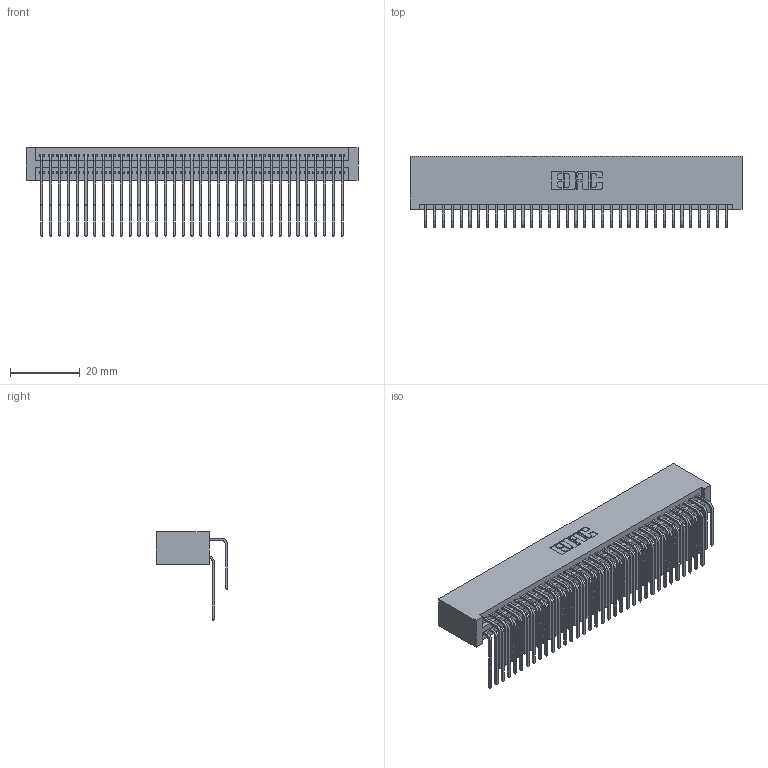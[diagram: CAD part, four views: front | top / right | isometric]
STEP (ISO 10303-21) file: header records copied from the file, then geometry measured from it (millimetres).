
FILE_DESCRIPTION (( 'STEP AP203' ), '1' );
FILE_NAME ('345-070-559-201.STEP', '2018-10-01T10:33:05', ( '' ), ( '' ), 'SwSTEP 2.0', 'SolidWorks 2016', '' );
FILE_SCHEMA (( 'CONFIG_CONTROL_DESIGN' ));
Length unit declared in the file: inch
Products named in the file (4): 345 Part_No Mounting Lugs; 345-070-559-201; 345-292-001_558 559 Tail - 1; 345-292-001_559 Tail - 2
Assembly tree (71 placements, depth 2):
  345-070-559-201
    345 Part_No Mounting Lugs
    345-292-001_558 559 Tail - 1  x35
    345-292-001_559 Tail - 2  x35
Bounding box: 95.5 x 20.56 x 25.53 mm (x, y, z)
Volume: 10232.1 mm3; surface area: 17191.3 mm2
Topology: 71 solids, 71 shells, 3758 faces, 11167 edges, 7350 vertices
Faces by surface type: plane 2526, cylinder 1232
Entity records: 29779 total; most frequent: CARTESIAN_POINT 5043, ORIENTED_EDGE 4926, DIRECTION 4423, EDGE_CURVE 2463, VECTOR 2159, LINE 2159, VERTEX_POINT 1638, AXIS2_PLACEMENT_3D 1132
